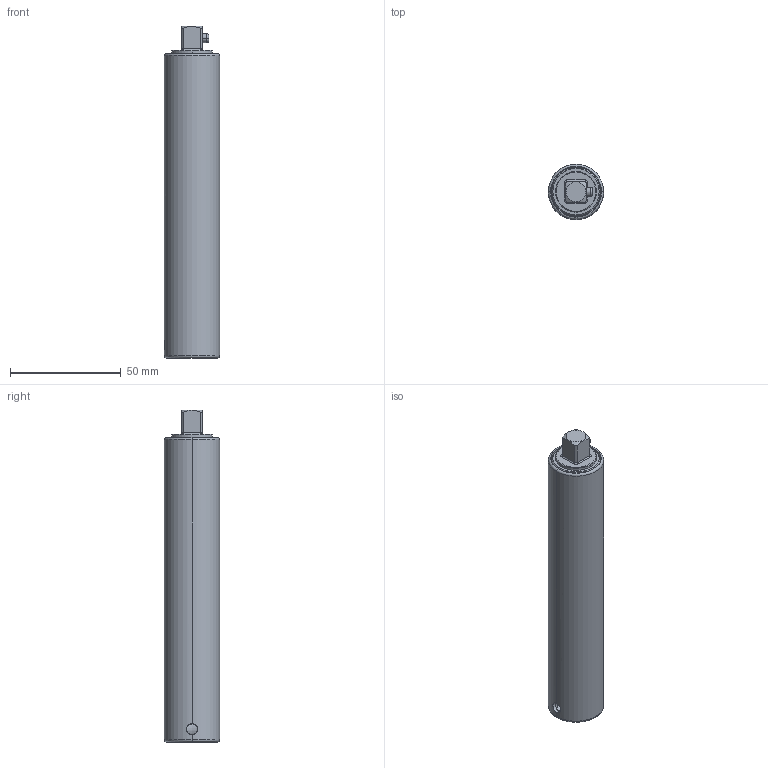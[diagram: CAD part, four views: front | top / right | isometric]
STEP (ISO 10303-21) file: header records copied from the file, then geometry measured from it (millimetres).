
FILE_DESCRIPTION((''),'2;1');
FILE_NAME('4027123484_ASM','2023-08-30T13:19:50',('a00565553'),(''),'CREO PARAMETRIC BY PTC INC, 2022414','CREO PARAMETRIC BY PTC INC, 2022414','');
FILE_SCHEMA(('CONFIG_CONTROL_DESIGN','GEOMETRIC_VALIDATION_PROPERTIES_MIM'));
Length unit declared in the file: millimetre
Products named in the file (1): 4027123484_ASM
Bounding box: 25 x 25 x 150.2 mm (x, y, z)
Surface area: 13488.8 mm2 (no closed solid volume)
Topology: 0 solids, 5 shells, 74 faces, 226 edges, 148 vertices
Faces by surface type: plane 26, cylinder 23, torus 15, cone 10
Entity records: 3380 total; most frequent: CARTESIAN_POINT 778, DIRECTION 431, ORIENTED_EDGE 376, EDGE_CURVE 226, AXIS2_PLACEMENT_3D 179, VERTEX_POINT 148, CIRCLE 104, EDGE_LOOP 82
